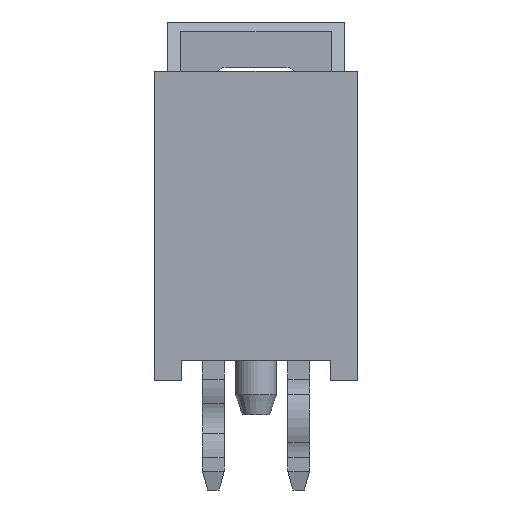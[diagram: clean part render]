
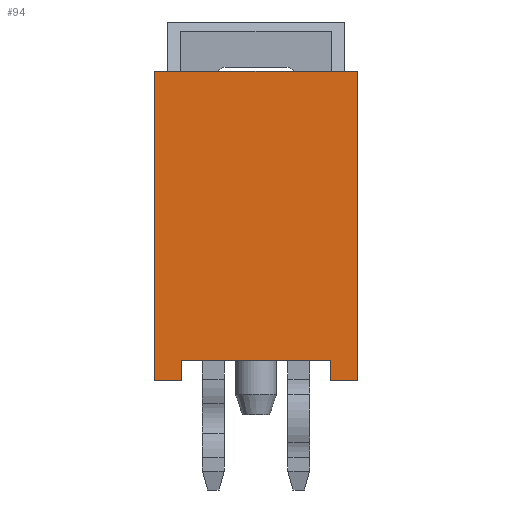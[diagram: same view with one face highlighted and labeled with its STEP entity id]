
A CAD part, front view. The second image highlights one B-rep face of the part: STEP entity #94.
In plain terms, the highlighted planar face has unit normal (0, -1, 0).
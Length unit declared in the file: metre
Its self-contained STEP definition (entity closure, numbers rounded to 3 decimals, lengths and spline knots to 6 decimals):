
#94 = ADVANCED_FACE( '', ( #257 ), #258, .F. );
#257 = FACE_OUTER_BOUND( '', #487, .T. );
#258 = PLANE( '', #488 );
#487 = EDGE_LOOP( '', ( #1007, #1008, #1009, #1010, #1011, #1012, #1013, #1014 ) );
#488 = AXIS2_PLACEMENT_3D( '', #1015, #1016, #1017 );
#1007 = ORIENTED_EDGE( '', *, *, #1732, .T. );
#1008 = ORIENTED_EDGE( '', *, *, #1760, .F. );
#1009 = ORIENTED_EDGE( '', *, *, #1691, .F. );
#1010 = ORIENTED_EDGE( '', *, *, #1761, .F. );
#1011 = ORIENTED_EDGE( '', *, *, #1687, .T. );
#1012 = ORIENTED_EDGE( '', *, *, #1762, .F. );
#1013 = ORIENTED_EDGE( '', *, *, #1704, .F. );
#1014 = ORIENTED_EDGE( '', *, *, #1763, .F. );
#1015 = CARTESIAN_POINT( '', ( 0., -0.00174, 0. ) );
#1016 = DIRECTION( '', ( 0., 1., 0. ) );
#1017 = DIRECTION( '', ( 1., 0., 0. ) );
#1687 = EDGE_CURVE( '', #2086, #2096, #2098, .T. );
#1691 = EDGE_CURVE( '', #2103, #2105, #2106, .T. );
#1704 = EDGE_CURVE( '', #2127, #2128, #2129, .T. );
#1732 = EDGE_CURVE( '', #2175, #2173, #2176, .T. );
#1760 = EDGE_CURVE( '', #2105, #2173, #2221, .T. );
#1761 = EDGE_CURVE( '', #2086, #2103, #2222, .T. );
#1762 = EDGE_CURVE( '', #2128, #2096, #2223, .T. );
#1763 = EDGE_CURVE( '', #2175, #2127, #2224, .T. );
#2086 = VERTEX_POINT( '', #2697 );
#2096 = VERTEX_POINT( '', #2712 );
#2098 = LINE( '', #2715, #2716 );
#2103 = VERTEX_POINT( '', #2723 );
#2105 = VERTEX_POINT( '', #2726 );
#2106 = LINE( '', #2727, #2728 );
#2127 = VERTEX_POINT( '', #2761 );
#2128 = VERTEX_POINT( '', #2762 );
#2129 = LINE( '', #2763, #2764 );
#2173 = VERTEX_POINT( '', #2829 );
#2175 = VERTEX_POINT( '', #2832 );
#2176 = LINE( '', #2833, #2834 );
#2221 = LINE( '', #2897, #2898 );
#2222 = LINE( '', #2899, #2900 );
#2223 = LINE( '', #2901, #2902 );
#2224 = LINE( '', #2903, #2904 );
#2697 = CARTESIAN_POINT( '', ( -0.00297, -0.00174, 0.00423 ) );
#2712 = CARTESIAN_POINT( '', ( -0.00297, -0.00174, -0.00483 ) );
#2715 = CARTESIAN_POINT( '', ( -0.00297, -0.00174, 0.00423 ) );
#2716 = VECTOR( '', #3288, 1. );
#2723 = CARTESIAN_POINT( '', ( 0.00297, -0.00174, 0.00423 ) );
#2726 = CARTESIAN_POINT( '', ( 0.00297, -0.00174, -0.00483 ) );
#2727 = CARTESIAN_POINT( '', ( 0.00297, -0.00174, 0.00423 ) );
#2728 = VECTOR( '', #3292, 1. );
#2761 = CARTESIAN_POINT( '', ( -0.00217, -0.00174, -0.00423 ) );
#2762 = CARTESIAN_POINT( '', ( -0.00217, -0.00174, -0.00483 ) );
#2763 = CARTESIAN_POINT( '', ( -0.00217, -0.00174, -0.00423 ) );
#2764 = VECTOR( '', #3305, 1. );
#2829 = CARTESIAN_POINT( '', ( 0.00217, -0.00174, -0.00483 ) );
#2832 = CARTESIAN_POINT( '', ( 0.00217, -0.00174, -0.00423 ) );
#2833 = CARTESIAN_POINT( '', ( 0.00217, -0.00174, -0.00423 ) );
#2834 = VECTOR( '', #3343, 1. );
#2897 = CARTESIAN_POINT( '', ( 0.00297, -0.00174, -0.00483 ) );
#2898 = VECTOR( '', #3389, 1. );
#2899 = CARTESIAN_POINT( '', ( -0.00297, -0.00174, 0.00423 ) );
#2900 = VECTOR( '', #3390, 1. );
#2901 = CARTESIAN_POINT( '', ( -0.00217, -0.00174, -0.00483 ) );
#2902 = VECTOR( '', #3391, 1. );
#2903 = CARTESIAN_POINT( '', ( 0.00217, -0.00174, -0.00423 ) );
#2904 = VECTOR( '', #3392, 1. );
#3288 = DIRECTION( '', ( 0., 0., -1. ) );
#3292 = DIRECTION( '', ( 0., 0., -1. ) );
#3305 = DIRECTION( '', ( 0., 0., -1. ) );
#3343 = DIRECTION( '', ( 0., 0., -1. ) );
#3389 = DIRECTION( '', ( -1., 0., 0. ) );
#3390 = DIRECTION( '', ( 1., 0., 0. ) );
#3391 = DIRECTION( '', ( -1., 0., 0. ) );
#3392 = DIRECTION( '', ( -1., 0., 0. ) );
